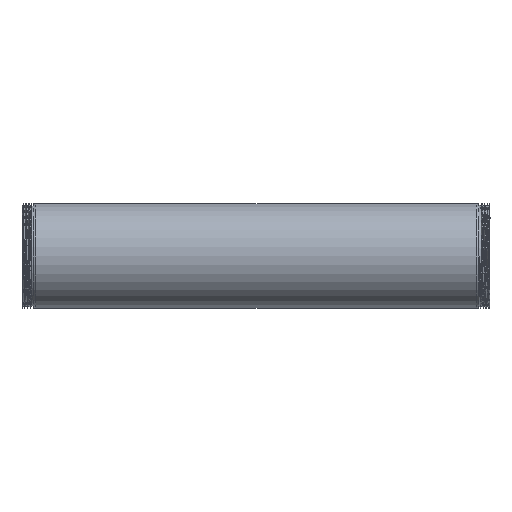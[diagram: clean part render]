
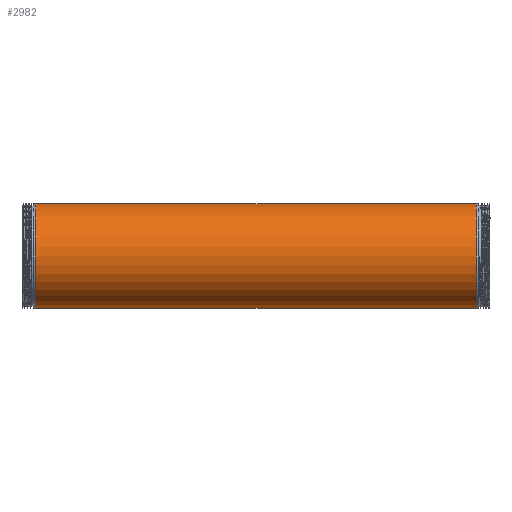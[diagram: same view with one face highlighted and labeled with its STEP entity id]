
A CAD part, left-side view. The second image highlights one B-rep face of the part: STEP entity #2982.
In plain terms, the highlighted cylindrical face has radius 65 mm (diameter 130 mm), a partial arc.
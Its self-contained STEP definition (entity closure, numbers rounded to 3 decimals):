
#21 = CARTESIAN_POINT ( 'NONE',  ( 0., 273., -65. ) ) ;
#312 = ORIENTED_EDGE ( 'NONE', *, *, #3273, .T. ) ;
#321 = LINE ( 'NONE', #1230, #1055 ) ;
#534 = VERTEX_POINT ( 'NONE', #21 ) ;
#690 = CIRCLE ( 'NONE', #2892, 65. ) ;
#757 = CARTESIAN_POINT ( 'NONE',  ( 0., -273., 65. ) ) ;
#993 = EDGE_LOOP ( 'NONE', ( #3393, #312, #3866, #2794 ) ) ;
#1055 = VECTOR ( 'NONE', #3557, 1000. ) ;
#1120 = DIRECTION ( 'NONE',  ( 0., -1., 0. ) ) ;
#1230 = CARTESIAN_POINT ( 'NONE',  ( 0., 0., 65. ) ) ;
#1277 = CARTESIAN_POINT ( 'NONE',  ( 0., 0., 0. ) ) ;
#1335 = VERTEX_POINT ( 'NONE', #2018 ) ;
#1520 = VERTEX_POINT ( 'NONE', #757 ) ;
#1872 = EDGE_CURVE ( 'NONE', #2402, #1520, #321, .T. ) ;
#2018 = CARTESIAN_POINT ( 'NONE',  ( 0., -273., -65. ) ) ;
#2044 = CARTESIAN_POINT ( 'NONE',  ( 0., 0., -65. ) ) ;
#2163 = FACE_OUTER_BOUND ( 'NONE', #993, .T. ) ;
#2216 = DIRECTION ( 'NONE',  ( 0., 0., -1. ) ) ;
#2228 = DIRECTION ( 'NONE',  ( 0., -1., 0. ) ) ;
#2325 = AXIS2_PLACEMENT_3D ( 'NONE', #2565, #2228, #3773 ) ;
#2402 = VERTEX_POINT ( 'NONE', #3469 ) ;
#2565 = CARTESIAN_POINT ( 'NONE',  ( 0., 273., 0. ) ) ;
#2705 = AXIS2_PLACEMENT_3D ( 'NONE', #1277, #3066, #2773 ) ;
#2773 = DIRECTION ( 'NONE',  ( 0., 0., -1. ) ) ;
#2794 = ORIENTED_EDGE ( 'NONE', *, *, #3683, .F. ) ;
#2825 = CARTESIAN_POINT ( 'NONE',  ( 0., -273., 0. ) ) ;
#2892 = AXIS2_PLACEMENT_3D ( 'NONE', #2825, #3447, #2216 ) ;
#2982 = ADVANCED_FACE ( 'NONE', ( #2163 ), #3370, .T. ) ;
#3066 = DIRECTION ( 'NONE',  ( 0., -1., 0. ) ) ;
#3273 = EDGE_CURVE ( 'NONE', #2402, #534, #3275, .T. ) ;
#3275 = CIRCLE ( 'NONE', #2325, 65. ) ;
#3370 = CYLINDRICAL_SURFACE ( 'NONE', #2705, 65. ) ;
#3393 = ORIENTED_EDGE ( 'NONE', *, *, #1872, .F. ) ;
#3447 = DIRECTION ( 'NONE',  ( 0., -1., 0. ) ) ;
#3469 = CARTESIAN_POINT ( 'NONE',  ( 0., 273., 65. ) ) ;
#3485 = LINE ( 'NONE', #2044, #3589 ) ;
#3557 = DIRECTION ( 'NONE',  ( 0., -1., 0. ) ) ;
#3589 = VECTOR ( 'NONE', #1120, 1000. ) ;
#3683 = EDGE_CURVE ( 'NONE', #1520, #1335, #690, .T. ) ;
#3773 = DIRECTION ( 'NONE',  ( 0., 0., -1. ) ) ;
#3810 = EDGE_CURVE ( 'NONE', #534, #1335, #3485, .T. ) ;
#3866 = ORIENTED_EDGE ( 'NONE', *, *, #3810, .T. ) ;
